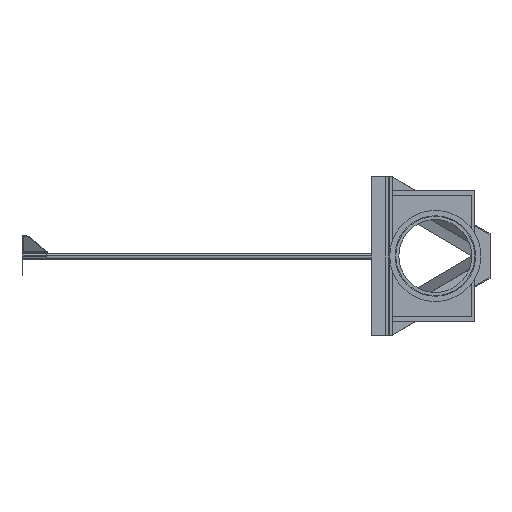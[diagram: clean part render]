
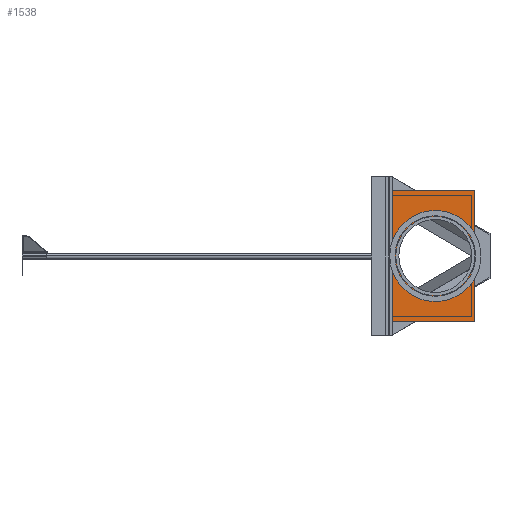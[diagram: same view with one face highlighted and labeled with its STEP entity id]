
A CAD part, left-side view. The second image highlights one B-rep face of the part: STEP entity #1538.
In plain terms, the highlighted face is planar.
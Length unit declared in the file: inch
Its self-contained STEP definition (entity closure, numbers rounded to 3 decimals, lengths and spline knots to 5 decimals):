
#14 = ORIENTED_EDGE ( 'NONE', *, *, #4219, .T. ) ;
#34 = LINE ( 'NONE', #1663, #2985 ) ;
#55 = DIRECTION ( 'NONE',  ( -1., 0., 0. ) ) ;
#158 = VERTEX_POINT ( 'NONE', #1289 ) ;
#199 = DIRECTION ( 'NONE',  ( 1., 0., 0. ) ) ;
#285 = EDGE_CURVE ( 'NONE', #5489, #7030, #2984, .T. ) ;
#431 = VECTOR ( 'NONE', #3243, 39.37008 ) ;
#458 = EDGE_LOOP ( 'NONE', ( #6289, #4454, #4611, #6239, #6986, #1319, #14, #5572 ) ) ;
#591 = DIRECTION ( 'NONE',  ( 0., 0., -1. ) ) ;
#777 = EDGE_CURVE ( 'NONE', #7030, #1989, #6045, .T. ) ;
#1194 = FACE_OUTER_BOUND ( 'NONE', #458, .T. ) ;
#1289 = CARTESIAN_POINT ( 'NONE',  ( 5.38469, -0.25, -9.25 ) ) ;
#1319 = ORIENTED_EDGE ( 'NONE', *, *, #285, .F. ) ;
#1363 = EDGE_CURVE ( 'NONE', #2415, #158, #3846, .T. ) ;
#1391 = DIRECTION ( 'NONE',  ( -1., 0., 0. ) ) ;
#1443 = AXIS2_PLACEMENT_3D ( 'NONE', #2026, #5321, #199 ) ;
#1538 = ADVANCED_FACE ( 'NONE', ( #1194 ), #5328, .F. ) ;
#1544 = CARTESIAN_POINT ( 'NONE',  ( -3.25, 3., -9.25 ) ) ;
#1660 = AXIS2_PLACEMENT_3D ( 'NONE', #6629, #3305, #1754 ) ;
#1663 = CARTESIAN_POINT ( 'NONE',  ( 0., 6.5, -9.25 ) ) ;
#1754 = DIRECTION ( 'NONE',  ( -1., 0., 0. ) ) ;
#1989 = VERTEX_POINT ( 'NONE', #6051 ) ;
#2026 = CARTESIAN_POINT ( 'NONE',  ( 0., 0., -9.25 ) ) ;
#2237 = CARTESIAN_POINT ( 'NONE',  ( -5.38469, 6.5, -9.25 ) ) ;
#2415 = VERTEX_POINT ( 'NONE', #5272 ) ;
#2769 = DIRECTION ( 'NONE',  ( 0., -1., 0. ) ) ;
#2813 = CIRCLE ( 'NONE', #1660, 3.25 ) ;
#2984 = LINE ( 'NONE', #5134, #6272 ) ;
#2985 = VECTOR ( 'NONE', #3860, 39.37008 ) ;
#3068 = CARTESIAN_POINT ( 'NONE',  ( 0., 3., -9.25 ) ) ;
#3212 = CIRCLE ( 'NONE', #3446, 3.25 ) ;
#3243 = DIRECTION ( 'NONE',  ( 1., 0., 0. ) ) ;
#3279 = AXIS2_PLACEMENT_3D ( 'NONE', #6630, #591, #55 ) ;
#3305 = DIRECTION ( 'NONE',  ( 0., 0., -1. ) ) ;
#3308 = CARTESIAN_POINT ( 'NONE',  ( 5.38469, 0., -9.25 ) ) ;
#3446 = AXIS2_PLACEMENT_3D ( 'NONE', #3068, #6922, #1391 ) ;
#3605 = EDGE_CURVE ( 'NONE', #1989, #158, #5967, .T. ) ;
#3635 = VECTOR ( 'NONE', #2769, 39.37008 ) ;
#3846 = LINE ( 'NONE', #3308, #3635 ) ;
#3860 = DIRECTION ( 'NONE',  ( 1., 0., 0. ) ) ;
#3991 = CARTESIAN_POINT ( 'NONE',  ( 3.25, 3., -9.25 ) ) ;
#4219 = EDGE_CURVE ( 'NONE', #5489, #2415, #34, .T. ) ;
#4411 = VECTOR ( 'NONE', #4967, 39.37008 ) ;
#4454 = ORIENTED_EDGE ( 'NONE', *, *, #6708, .F. ) ;
#4494 = EDGE_CURVE ( 'NONE', #1989, #6349, #3212, .T. ) ;
#4611 = ORIENTED_EDGE ( 'NONE', *, *, #5981, .F. ) ;
#4861 = CARTESIAN_POINT ( 'NONE',  ( 0., -0.25, -9.25 ) ) ;
#4967 = DIRECTION ( 'NONE',  ( 1., 0., 0. ) ) ;
#5134 = CARTESIAN_POINT ( 'NONE',  ( -5.38469, 6.75, -9.25 ) ) ;
#5272 = CARTESIAN_POINT ( 'NONE',  ( 5.38469, 6.5, -9.25 ) ) ;
#5321 = DIRECTION ( 'NONE',  ( 0., 0., 1. ) ) ;
#5328 = PLANE ( 'NONE',  #1443 ) ;
#5374 = CIRCLE ( 'NONE', #3279, 3.25 ) ;
#5489 = VERTEX_POINT ( 'NONE', #2237 ) ;
#5572 = ORIENTED_EDGE ( 'NONE', *, *, #1363, .T. ) ;
#5621 = VERTEX_POINT ( 'NONE', #3991 ) ;
#5739 = CARTESIAN_POINT ( 'NONE',  ( -5.38469, -0.25, -9.25 ) ) ;
#5932 = CARTESIAN_POINT ( 'NONE',  ( 0., -0.25, -9.25 ) ) ;
#5967 = LINE ( 'NONE', #5932, #431 ) ;
#5981 = EDGE_CURVE ( 'NONE', #6349, #5621, #2813, .T. ) ;
#6045 = LINE ( 'NONE', #4861, #4411 ) ;
#6051 = CARTESIAN_POINT ( 'NONE',  ( 0., -0.25, -9.25 ) ) ;
#6239 = ORIENTED_EDGE ( 'NONE', *, *, #4494, .F. ) ;
#6272 = VECTOR ( 'NONE', #6661, 39.37008 ) ;
#6289 = ORIENTED_EDGE ( 'NONE', *, *, #3605, .F. ) ;
#6349 = VERTEX_POINT ( 'NONE', #1544 ) ;
#6629 = CARTESIAN_POINT ( 'NONE',  ( 0., 3., -9.25 ) ) ;
#6630 = CARTESIAN_POINT ( 'NONE',  ( 0., 3., -9.25 ) ) ;
#6661 = DIRECTION ( 'NONE',  ( 0., -1., 0. ) ) ;
#6708 = EDGE_CURVE ( 'NONE', #5621, #1989, #5374, .T. ) ;
#6922 = DIRECTION ( 'NONE',  ( 0., 0., -1. ) ) ;
#6986 = ORIENTED_EDGE ( 'NONE', *, *, #777, .F. ) ;
#7030 = VERTEX_POINT ( 'NONE', #5739 ) ;
